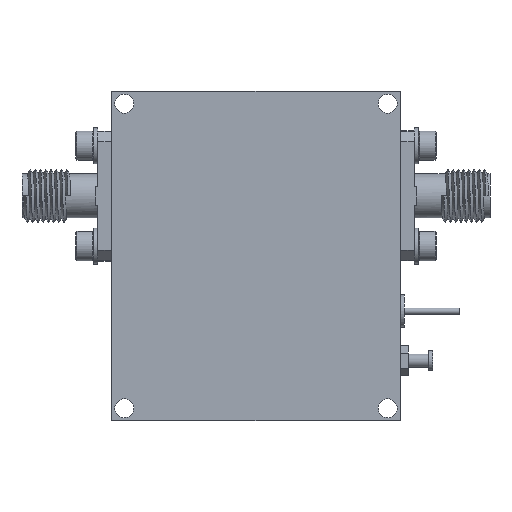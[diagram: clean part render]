
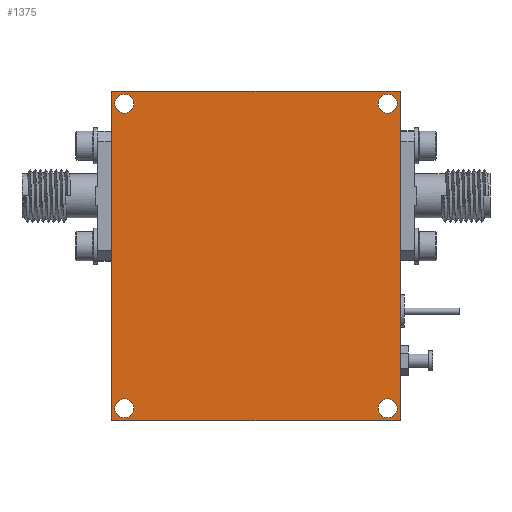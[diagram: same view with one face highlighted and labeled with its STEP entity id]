
A CAD part, front view. The second image highlights one B-rep face of the part: STEP entity #1375.
In plain terms, the highlighted planar face has unit normal (0, -1, 0).
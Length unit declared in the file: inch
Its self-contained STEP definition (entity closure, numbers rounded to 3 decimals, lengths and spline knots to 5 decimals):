
#1 = CARTESIAN_POINT ( 'NONE',  ( -0.68898, 0., 0.7875 ) ) ;
#17 = VECTOR ( 'NONE', #1470, 39.37008 ) ;
#31 = DIRECTION ( 'NONE',  ( 0., 0., -1. ) ) ;
#200 = CIRCLE ( 'NONE', #690, 0.04528 ) ;
#276 = DIRECTION ( 'NONE',  ( 0., 0., -1. ) ) ;
#458 = FACE_BOUND ( 'NONE', #2798, .T. ) ;
#538 = CIRCLE ( 'NONE', #5600, 0.04528 ) ;
#690 = AXIS2_PLACEMENT_3D ( 'NONE', #13345, #10433, #9422 ) ;
#846 = EDGE_CURVE ( 'NONE', #6338, #9109, #7712, .T. ) ;
#908 = CARTESIAN_POINT ( 'NONE',  ( 0.62992, 0., -0.68307 ) ) ;
#1105 = DIRECTION ( 'NONE',  ( 0., 0., -1. ) ) ;
#1375 = ADVANCED_FACE ( 'NONE', ( #3508, #6045, #1386, #458, #3707 ), #14525, .T. ) ;
#1383 = VERTEX_POINT ( 'NONE', #9967 ) ;
#1386 = FACE_BOUND ( 'NONE', #14783, .T. ) ;
#1435 = ORIENTED_EDGE ( 'NONE', *, *, #9363, .F. ) ;
#1470 = DIRECTION ( 'NONE',  ( 1., 0., 0. ) ) ;
#1986 = VERTEX_POINT ( 'NONE', #14109 ) ;
#2031 = AXIS2_PLACEMENT_3D ( 'NONE', #12886, #13872, #31 ) ;
#2260 = CARTESIAN_POINT ( 'NONE',  ( 0.68898, 0., 0.7875 ) ) ;
#2357 = ORIENTED_EDGE ( 'NONE', *, *, #5669, .F. ) ;
#2734 = ORIENTED_EDGE ( 'NONE', *, *, #4020, .F. ) ;
#2798 = EDGE_LOOP ( 'NONE', ( #11987, #1435 ) ) ;
#2924 = CIRCLE ( 'NONE', #2031, 0.04528 ) ;
#2934 = CARTESIAN_POINT ( 'NONE',  ( 0., 0., 0. ) ) ;
#2940 = EDGE_LOOP ( 'NONE', ( #7795, #4365 ) ) ;
#2945 = CIRCLE ( 'NONE', #12080, 0.04528 ) ;
#3393 = DIRECTION ( 'NONE',  ( 0., 0., -1. ) ) ;
#3508 = FACE_BOUND ( 'NONE', #2940, .T. ) ;
#3707 = FACE_OUTER_BOUND ( 'NONE', #7380, .T. ) ;
#3719 = DIRECTION ( 'NONE',  ( 0., -1., 0. ) ) ;
#3831 = DIRECTION ( 'NONE',  ( 0., -1., 0. ) ) ;
#3856 = VERTEX_POINT ( 'NONE', #4581 ) ;
#3964 = VECTOR ( 'NONE', #9332, 39.37008 ) ;
#3976 = EDGE_CURVE ( 'NONE', #12410, #12225, #14156, .T. ) ;
#4020 = EDGE_CURVE ( 'NONE', #1986, #6338, #8916, .T. ) ;
#4057 = CARTESIAN_POINT ( 'NONE',  ( -0.62992, 0., 0.72835 ) ) ;
#4103 = EDGE_CURVE ( 'NONE', #11062, #12656, #7275, .T. ) ;
#4365 = ORIENTED_EDGE ( 'NONE', *, *, #4103, .F. ) ;
#4581 = CARTESIAN_POINT ( 'NONE',  ( 0.62992, 0., -0.77362 ) ) ;
#4633 = CARTESIAN_POINT ( 'NONE',  ( -0.62992, 0., 0.72835 ) ) ;
#5045 = LINE ( 'NONE', #1, #3964 ) ;
#5137 = DIRECTION ( 'NONE',  ( 0., -1., 0. ) ) ;
#5197 = VECTOR ( 'NONE', #5437, 39.37008 ) ;
#5330 = VECTOR ( 'NONE', #1105, 39.37008 ) ;
#5437 = DIRECTION ( 'NONE',  ( -1., 0., 0. ) ) ;
#5442 = ORIENTED_EDGE ( 'NONE', *, *, #6655, .F. ) ;
#5600 = AXIS2_PLACEMENT_3D ( 'NONE', #8392, #9553, #6076 ) ;
#5669 = EDGE_CURVE ( 'NONE', #12225, #12410, #2924, .T. ) ;
#5699 = CARTESIAN_POINT ( 'NONE',  ( 0.68898, 0., 0.7875 ) ) ;
#5922 = CARTESIAN_POINT ( 'NONE',  ( 0.68898, 0., -0.7875 ) ) ;
#5981 = ORIENTED_EDGE ( 'NONE', *, *, #6052, .F. ) ;
#6035 = DIRECTION ( 'NONE',  ( 0., 0., -1. ) ) ;
#6045 = FACE_BOUND ( 'NONE', #6732, .T. ) ;
#6052 = EDGE_CURVE ( 'NONE', #6512, #3856, #200, .T. ) ;
#6076 = DIRECTION ( 'NONE',  ( 0., 0., -1. ) ) ;
#6338 = VERTEX_POINT ( 'NONE', #5699 ) ;
#6512 = VERTEX_POINT ( 'NONE', #908 ) ;
#6655 = EDGE_CURVE ( 'NONE', #13822, #1986, #5045, .T. ) ;
#6732 = EDGE_LOOP ( 'NONE', ( #5981, #12856 ) ) ;
#7150 = CARTESIAN_POINT ( 'NONE',  ( -0.62992, 0., 0.77362 ) ) ;
#7275 = CIRCLE ( 'NONE', #13245, 0.04528 ) ;
#7380 = EDGE_LOOP ( 'NONE', ( #12648, #2734, #5442, #7619 ) ) ;
#7563 = CARTESIAN_POINT ( 'NONE',  ( -0.62992, 0., -0.77362 ) ) ;
#7619 = ORIENTED_EDGE ( 'NONE', *, *, #12378, .F. ) ;
#7712 = LINE ( 'NONE', #2260, #5330 ) ;
#7719 = EDGE_CURVE ( 'NONE', #12656, #11062, #538, .T. ) ;
#7795 = ORIENTED_EDGE ( 'NONE', *, *, #7719, .F. ) ;
#8310 = CARTESIAN_POINT ( 'NONE',  ( 0.62992, 0., 0.72835 ) ) ;
#8392 = CARTESIAN_POINT ( 'NONE',  ( -0.62992, 0., -0.72835 ) ) ;
#8680 = LINE ( 'NONE', #12401, #5197 ) ;
#8916 = LINE ( 'NONE', #10575, #17 ) ;
#9109 = VERTEX_POINT ( 'NONE', #5922 ) ;
#9332 = DIRECTION ( 'NONE',  ( 0., 0., 1. ) ) ;
#9363 = EDGE_CURVE ( 'NONE', #1383, #9499, #14246, .T. ) ;
#9422 = DIRECTION ( 'NONE',  ( 0., 0., -1. ) ) ;
#9499 = VERTEX_POINT ( 'NONE', #7150 ) ;
#9553 = DIRECTION ( 'NONE',  ( 0., -1., 0. ) ) ;
#9592 = CARTESIAN_POINT ( 'NONE',  ( -0.62992, 0., -0.72835 ) ) ;
#9967 = CARTESIAN_POINT ( 'NONE',  ( -0.62992, 0., 0.68307 ) ) ;
#10210 = AXIS2_PLACEMENT_3D ( 'NONE', #4633, #10566, #3393 ) ;
#10267 = CARTESIAN_POINT ( 'NONE',  ( 0.62992, 0., 0.68307 ) ) ;
#10322 = AXIS2_PLACEMENT_3D ( 'NONE', #8310, #14119, #276 ) ;
#10433 = DIRECTION ( 'NONE',  ( 0., -1., 0. ) ) ;
#10566 = DIRECTION ( 'NONE',  ( 0., -1., 0. ) ) ;
#10575 = CARTESIAN_POINT ( 'NONE',  ( -0.68898, 0., 0.7875 ) ) ;
#10688 = CARTESIAN_POINT ( 'NONE',  ( 0.62992, 0., -0.72835 ) ) ;
#11062 = VERTEX_POINT ( 'NONE', #7563 ) ;
#11223 = ORIENTED_EDGE ( 'NONE', *, *, #3976, .F. ) ;
#11643 = AXIS2_PLACEMENT_3D ( 'NONE', #2934, #5137, #14575 ) ;
#11767 = EDGE_CURVE ( 'NONE', #9499, #1383, #14478, .T. ) ;
#11939 = AXIS2_PLACEMENT_3D ( 'NONE', #4057, #13319, #14549 ) ;
#11947 = DIRECTION ( 'NONE',  ( 0., 0., -1. ) ) ;
#11987 = ORIENTED_EDGE ( 'NONE', *, *, #11767, .F. ) ;
#12080 = AXIS2_PLACEMENT_3D ( 'NONE', #10688, #3831, #11947 ) ;
#12225 = VERTEX_POINT ( 'NONE', #13298 ) ;
#12378 = EDGE_CURVE ( 'NONE', #9109, #13822, #8680, .T. ) ;
#12401 = CARTESIAN_POINT ( 'NONE',  ( -0.68898, 0., -0.7875 ) ) ;
#12410 = VERTEX_POINT ( 'NONE', #10267 ) ;
#12648 = ORIENTED_EDGE ( 'NONE', *, *, #846, .F. ) ;
#12656 = VERTEX_POINT ( 'NONE', #12880 ) ;
#12856 = ORIENTED_EDGE ( 'NONE', *, *, #14380, .F. ) ;
#12880 = CARTESIAN_POINT ( 'NONE',  ( -0.62992, 0., -0.68307 ) ) ;
#12886 = CARTESIAN_POINT ( 'NONE',  ( 0.62992, 0., 0.72835 ) ) ;
#13245 = AXIS2_PLACEMENT_3D ( 'NONE', #9592, #3719, #6035 ) ;
#13298 = CARTESIAN_POINT ( 'NONE',  ( 0.62992, 0., 0.77362 ) ) ;
#13319 = DIRECTION ( 'NONE',  ( 0., -1., 0. ) ) ;
#13345 = CARTESIAN_POINT ( 'NONE',  ( 0.62992, 0., -0.72835 ) ) ;
#13822 = VERTEX_POINT ( 'NONE', #14002 ) ;
#13872 = DIRECTION ( 'NONE',  ( 0., -1., 0. ) ) ;
#14002 = CARTESIAN_POINT ( 'NONE',  ( -0.68898, 0., -0.7875 ) ) ;
#14109 = CARTESIAN_POINT ( 'NONE',  ( -0.68898, 0., 0.7875 ) ) ;
#14119 = DIRECTION ( 'NONE',  ( 0., -1., 0. ) ) ;
#14156 = CIRCLE ( 'NONE', #10322, 0.04528 ) ;
#14246 = CIRCLE ( 'NONE', #10210, 0.04528 ) ;
#14380 = EDGE_CURVE ( 'NONE', #3856, #6512, #2945, .T. ) ;
#14478 = CIRCLE ( 'NONE', #11939, 0.04528 ) ;
#14525 = PLANE ( 'NONE',  #11643 ) ;
#14549 = DIRECTION ( 'NONE',  ( 0., 0., -1. ) ) ;
#14575 = DIRECTION ( 'NONE',  ( 0., 0., -1. ) ) ;
#14783 = EDGE_LOOP ( 'NONE', ( #2357, #11223 ) ) ;
